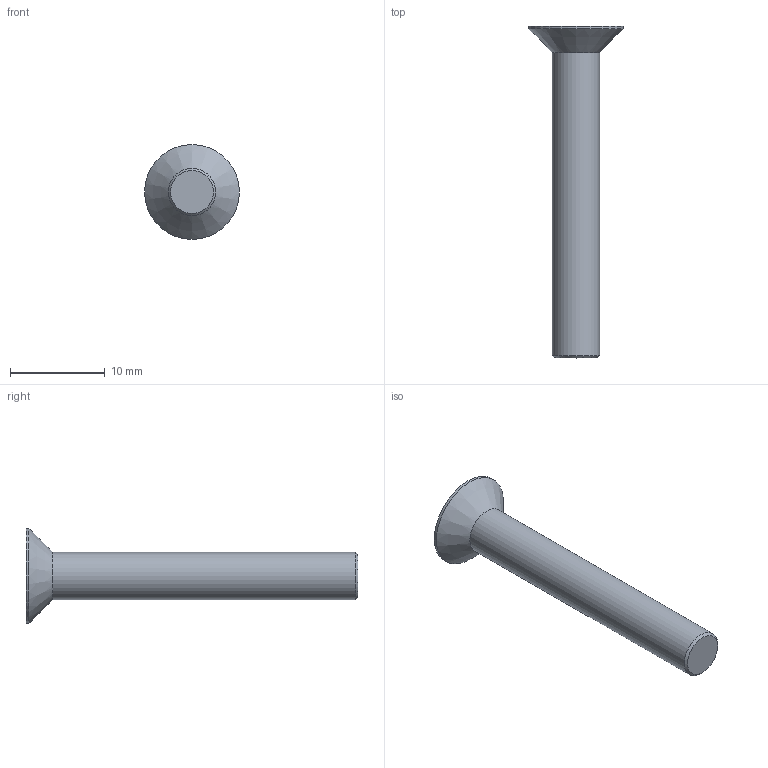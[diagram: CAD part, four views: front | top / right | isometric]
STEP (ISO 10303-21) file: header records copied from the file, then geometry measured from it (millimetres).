
FILE_DESCRIPTION(/* description */ ('Senkkopfschraube ISO 10642 - M5 x 35 rostfrei'),/* implementation_level */ '2;1');
FILE_NAME(/* name */ '212215-1.step',/* time_stamp */ '2021-08-27T14:00:07+02:00',/* author */ ('Administrator'),/* organization */ (''),/* preprocessor_version */ 'ST-DEVELOPER v18.1',/* originating_system */ 'Autodesk Inventor 2021',/* authorisation */ '');
FILE_SCHEMA (('AUTOMOTIVE_DESIGN { 1 0 10303 214 3 1 1 }'));
Length unit declared in the file: millimetre
Products named in the file (1): leer
Bounding box: 10 x 35 x 10 mm (x, y, z)
Volume: 751.9 mm3; surface area: 718.2 mm2
Topology: 1 solids, 1 shells, 13 faces, 27 edges, 17 vertices
Faces by surface type: plane 9, cone 2, cylinder 2
Full cylindrical faces by diameter (mm): 5 x1, 10 x1
Entity records: 390 total; most frequent: DIRECTION 60, CARTESIAN_POINT 58, ORIENTED_EDGE 54, EDGE_CURVE 27, LINE 22, VECTOR 22, AXIS2_PLACEMENT_3D 19, VERTEX_POINT 17
